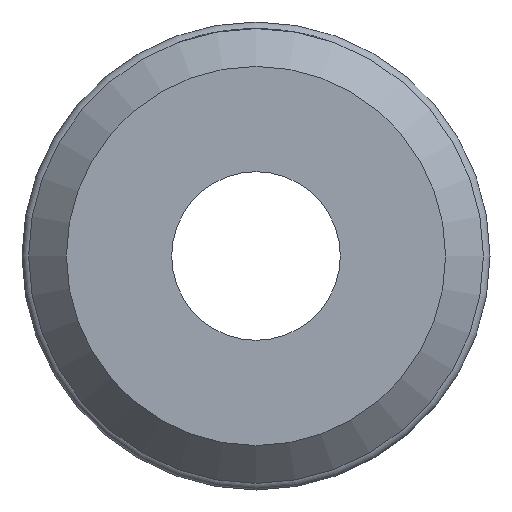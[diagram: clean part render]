
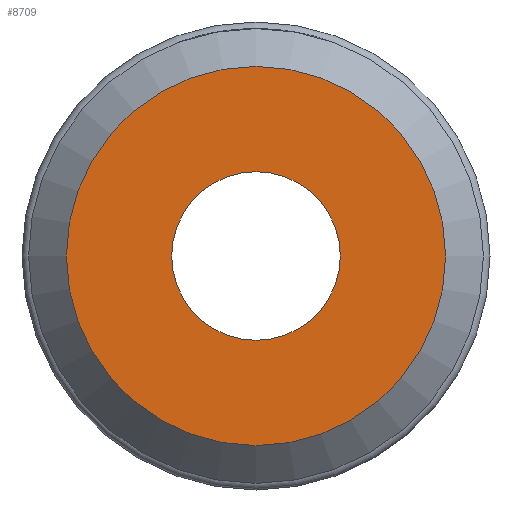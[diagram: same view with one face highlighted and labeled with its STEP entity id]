
A CAD part, left-side view. The second image highlights one B-rep face of the part: STEP entity #8709.
In plain terms, the highlighted planar face has unit normal (-1, 0, 0).
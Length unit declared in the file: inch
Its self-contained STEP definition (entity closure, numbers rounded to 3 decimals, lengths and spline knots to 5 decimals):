
#8534=CARTESIAN_POINT('',(0.0,-0.3125,0.));
#8535=VERTEX_POINT('',#8534);
#8536=CARTESIAN_POINT('',(0.0,0.0,0.0));
#8537=DIRECTION('',(1.0,0.0,0.0));
#8538=DIRECTION('',(0.0,1.0,0.0));
#8539=AXIS2_PLACEMENT_3D('',#8536,#8537,#8538);
#8540=CIRCLE('',#8539,0.3125);
#8541=EDGE_CURVE('',#8535,#8535,#8540,.T.);
#8625=CARTESIAN_POINT('',(0.0,0.703,0.0));
#8626=VERTEX_POINT('',#8625);
#8627=CARTESIAN_POINT('',(0.0,0.0,0.0));
#8628=DIRECTION('',(1.0,0.0,0.0));
#8629=DIRECTION('',(0.0,1.0,0.0));
#8630=AXIS2_PLACEMENT_3D('',#8627,#8628,#8629);
#8631=CIRCLE('',#8630,0.703);
#8632=EDGE_CURVE('',#8626,#8626,#8631,.T.);
#8698=CARTESIAN_POINT('',(0.0,0.3515,0.0));
#8699=DIRECTION('',(-1.0,0.0,0.0));
#8700=DIRECTION('',(0.0,0.0,1.0));
#8701=AXIS2_PLACEMENT_3D('',#8698,#8699,#8700);
#8702=PLANE('',#8701);
#8703=ORIENTED_EDGE('',*,*,#8632,.F.);
#8704=EDGE_LOOP('',(#8703));
#8705=FACE_OUTER_BOUND('',#8704,.T.);
#8706=ORIENTED_EDGE('',*,*,#8541,.T.);
#8707=EDGE_LOOP('',(#8706));
#8708=FACE_BOUND('',#8707,.T.);
#8709=ADVANCED_FACE('',(#8705,#8708),#8702,.T.);
